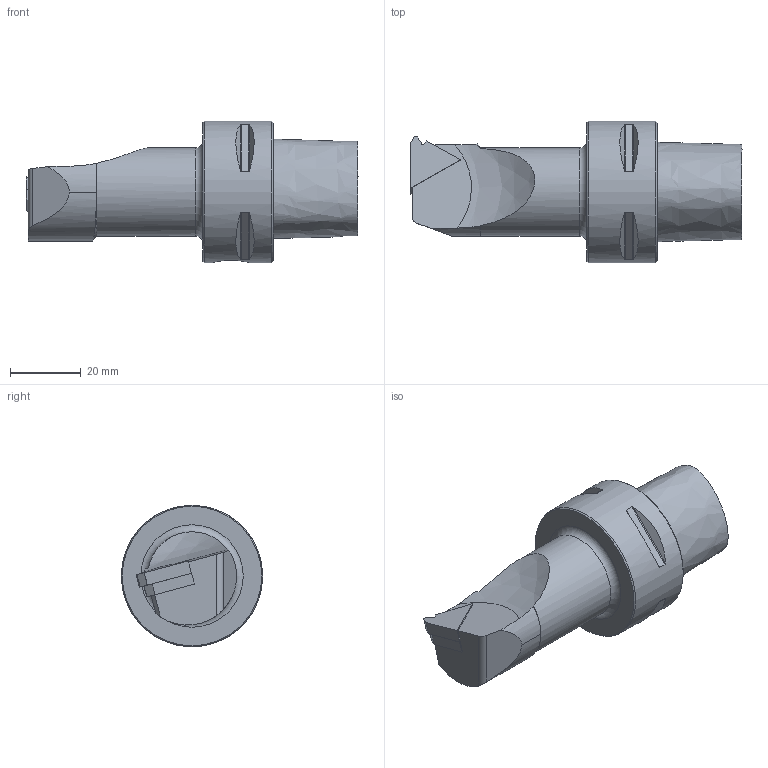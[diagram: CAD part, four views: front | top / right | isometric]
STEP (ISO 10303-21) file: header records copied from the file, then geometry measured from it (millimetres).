
FILE_DESCRIPTION(/* description */ (''),/* implementation_level */ '2;1');
FILE_NAME(/* name */ 'AC4 TIL 17070 16 H.stp',/* time_stamp */ '2024-11-18T15:33:12+03:00',/* author */ (''),/* organization */ (''),/* preprocessor_version */ 'ST-DEVELOPER v19.4',/* originating_system */ 'SIEMENS PLM Software NX2306.5001',/* authorisation */ '');
FILE_SCHEMA (('AUTOMOTIVE_DESIGN { 1 0 10303 214 3 1 1 1 }'));
Length unit declared in the file: millimetre
Products named in the file (1): AC4 TIR 17070 16 H-light_objects
Bounding box: 94 x 40 x 40 mm (x, y, z)
Volume: 59436.6 mm3; surface area: 11299.4 mm2
Topology: 2 solids, 2 shells, 73 faces, 184 edges, 121 vertices
Faces by surface type: plane 41, cylinder 22, cone 5, bspline 3, torus 2
Full cylindrical faces by diameter (mm): 4 x1, 10 x1, 25 x1, 40 x1
Entity records: 3698 total; most frequent: CARTESIAN_POINT 1933, ORIENTED_EDGE 328, DIRECTION 316, EDGE_CURVE 164, VERTEX_POINT 114, AXIS2_PLACEMENT_3D 112, LINE 92, VECTOR 92
